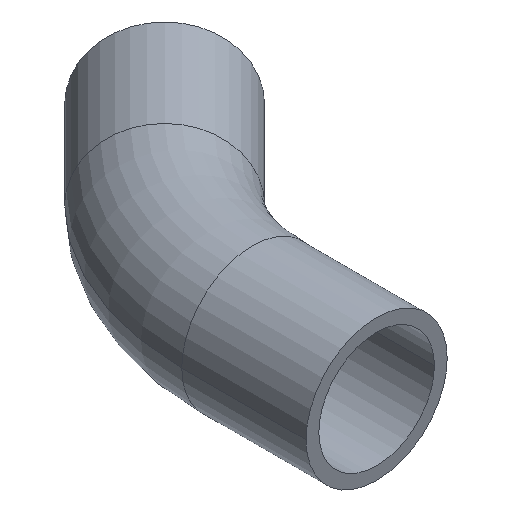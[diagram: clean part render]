
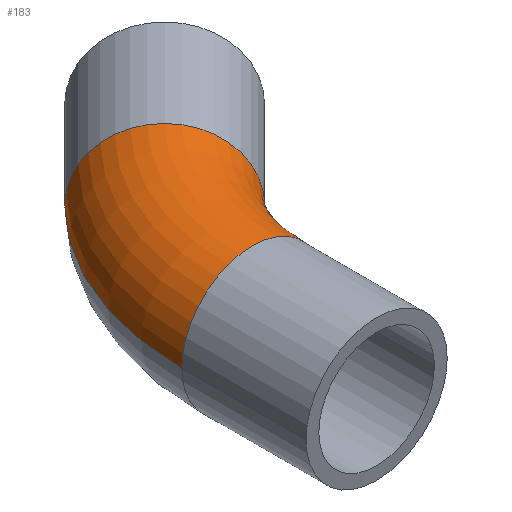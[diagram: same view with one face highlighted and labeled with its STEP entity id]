
A CAD part, isometric view. The second image highlights one B-rep face of the part: STEP entity #183.
In plain terms, the highlighted toroidal (fillet/blend) face has major radius 375 mm and minor radius 125 mm.
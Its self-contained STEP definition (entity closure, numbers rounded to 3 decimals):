
#101 = EDGE_CURVE( '', #121, #199, #239, .T. );
#121 = VERTEX_POINT( '', #260 );
#149 = EDGE_CURVE( '', #121, #175, #291, .T. );
#175 = VERTEX_POINT( '', #320 );
#177 = EDGE_CURVE( '', #195, #199, #322, .T. );
#179 = EDGE_CURVE( '', #195, #175, #324, .T. );
#183 = ADVANCED_FACE( '', ( #329 ), #330, .T. );
#195 = VERTEX_POINT( '', #344 );
#199 = VERTEX_POINT( '', #349 );
#239 = CIRCLE( '', #385, 125. );
#260 = CARTESIAN_POINT( '', ( 21.447, 573.553, 0. ) );
#291 = CIRCLE( '', #458, 500. );
#320 = CARTESIAN_POINT( '', ( -125., 220., 0. ) );
#322 = CIRCLE( '', #493, 250. );
#324 = CIRCLE( '', #496, 125. );
#329 = FACE_OUTER_BOUND( '', #501, .T. );
#330 = TOROIDAL_SURFACE( '', #502, 375., 125. );
#344 = CARTESIAN_POINT( '', ( 125., 220., 0. ) );
#349 = CARTESIAN_POINT( '', ( 198.223, 396.777, 0. ) );
#385 = AXIS2_PLACEMENT_3D( '', #560, #561, #562 );
#458 = AXIS2_PLACEMENT_3D( '', #630, #631, #632 );
#493 = AXIS2_PLACEMENT_3D( '', #665, #666, #667 );
#496 = AXIS2_PLACEMENT_3D( '', #668, #669, #670 );
#501 = EDGE_LOOP( '', ( #680, #681, #682, #683 ) );
#502 = AXIS2_PLACEMENT_3D( '', #684, #685, #686 );
#560 = CARTESIAN_POINT( '', ( 109.835, 485.165, 0. ) );
#561 = DIRECTION( '', ( 0.707, 0.707, 0. ) );
#562 = DIRECTION( '', ( 0.707, -0.707, 0. ) );
#630 = CARTESIAN_POINT( '', ( 375., 220., 0. ) );
#631 = DIRECTION( '', ( 0., 0., 1. ) );
#632 = DIRECTION( '', ( 1., 0., 0. ) );
#665 = CARTESIAN_POINT( '', ( 375., 220., 0. ) );
#666 = DIRECTION( '', ( 0., 0., -1. ) );
#667 = DIRECTION( '', ( 1., 0., 0. ) );
#668 = CARTESIAN_POINT( '', ( 0., 220., 0. ) );
#669 = DIRECTION( '', ( 0., -1., 0. ) );
#670 = DIRECTION( '', ( -1., 0., 0. ) );
#680 = ORIENTED_EDGE( '', *, *, #149, .T. );
#681 = ORIENTED_EDGE( '', *, *, #179, .F. );
#682 = ORIENTED_EDGE( '', *, *, #177, .T. );
#683 = ORIENTED_EDGE( '', *, *, #101, .F. );
#684 = CARTESIAN_POINT( '', ( 375., 220., 0. ) );
#685 = DIRECTION( '', ( 0., 0., 1. ) );
#686 = DIRECTION( '', ( 1., 0., 0. ) );
